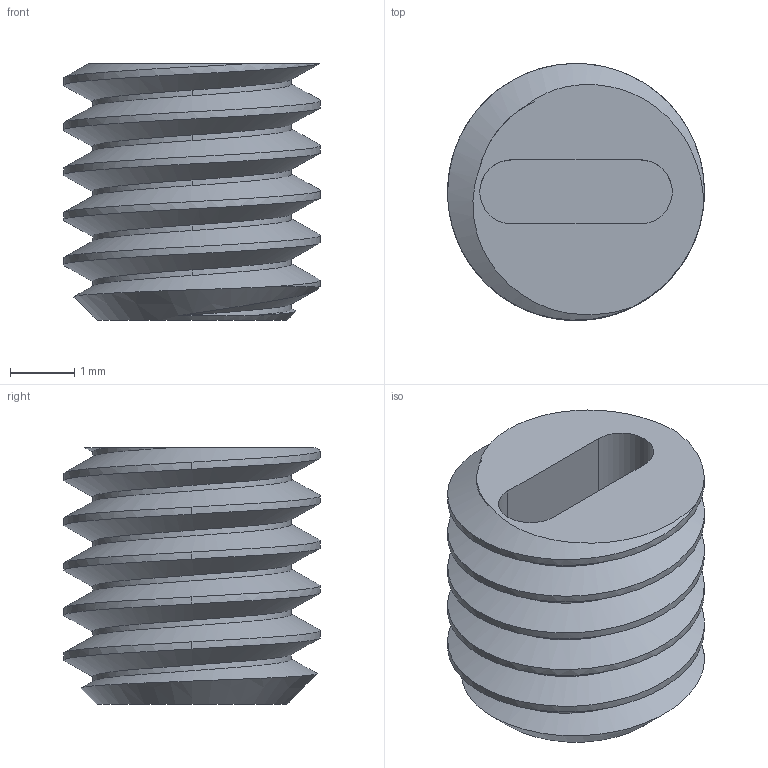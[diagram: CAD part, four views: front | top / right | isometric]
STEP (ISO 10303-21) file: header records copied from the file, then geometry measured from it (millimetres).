
FILE_DESCRIPTION(/* description */ ('STEP AP203'),/* implementation_level */ '2;1');
FILE_NAME(/* name */ 'screws_4mm_m4x0.7_ext.stp',/* time_stamp */ '2022-12-09T16:54:10+01:00',/* author */ ('Rik Ubaghs'),/* organization */ ('Microsoft'),/* preprocessor_version */ 'ST-DEVELOPER v18.1',/* originating_system */ 'Autodesk Inventor 2021',/* authorisation */ '');
FILE_SCHEMA (('AUTOMOTIVE_DESIGN { 1 0 10303 214 3 1 1 }'));
Length unit declared in the file: millimetre
Products named in the file (1): screws_4mm_m4x0.7_ext
Bounding box: 4 x 4 x 4 mm (x, y, z)
Volume: 34 mm3; surface area: 108.3 mm2
Topology: 1 solids, 1 shells, 23 faces, 61 edges, 41 vertices
Faces by surface type: cylinder 15, plane 5, bspline 2, cone 1
Full cylindrical faces by diameter (mm): 3.097 x5, 4 x4
Entity records: 3539 total; most frequent: CARTESIAN_POINT 2978, ORIENTED_EDGE 122, DIRECTION 86, EDGE_CURVE 61, VERTEX_POINT 41, AXIS2_PLACEMENT_3D 33, B_SPLINE_CURVE_WITH_KNOTS 30, EDGE_LOOP 24
